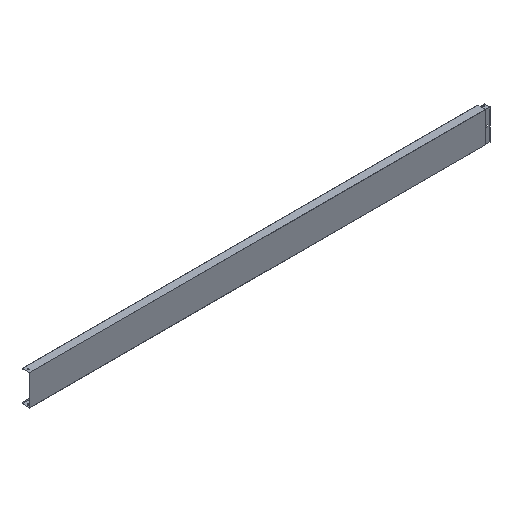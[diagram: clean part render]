
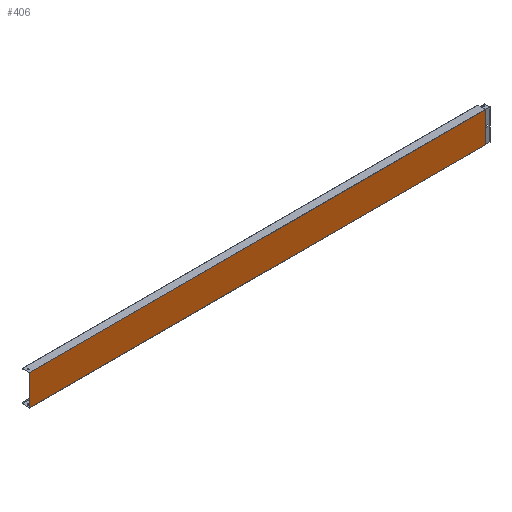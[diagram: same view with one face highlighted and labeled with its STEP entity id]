
A CAD part, isometric view. The second image highlights one B-rep face of the part: STEP entity #406.
In plain terms, the highlighted planar face has unit normal (0, -1, 0).
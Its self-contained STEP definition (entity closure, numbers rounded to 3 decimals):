
#55 = DIRECTION ( 'NONE',  ( 0., 0., -1. ) ) ;
#137 = VECTOR ( 'NONE', #683, 1000. ) ;
#206 = CARTESIAN_POINT ( 'NONE',  ( 200.001, 0., -100. ) ) ;
#216 = CARTESIAN_POINT ( 'NONE',  ( 200.001, 0., 100. ) ) ;
#241 = CARTESIAN_POINT ( 'NONE',  ( -2970., 0., 100. ) ) ;
#308 = ORIENTED_EDGE ( 'NONE', *, *, #1064, .F. ) ;
#315 = CARTESIAN_POINT ( 'NONE',  ( 2.261, 0., -100. ) ) ;
#339 = DIRECTION ( 'NONE',  ( -1., 0., 0. ) ) ;
#346 = DIRECTION ( 'NONE',  ( 0., 0., 1. ) ) ;
#348 = DIRECTION ( 'NONE',  ( -1., 0., 0. ) ) ;
#353 = ORIENTED_EDGE ( 'NONE', *, *, #516, .T. ) ;
#406 = ADVANCED_FACE ( 'NONE', ( #1230 ), #1702, .T. ) ;
#463 = EDGE_LOOP ( 'NONE', ( #308, #493, #1248, #353 ) ) ;
#467 = VECTOR ( 'NONE', #346, 1000. ) ;
#477 = LINE ( 'NONE', #216, #675 ) ;
#493 = ORIENTED_EDGE ( 'NONE', *, *, #1080, .T. ) ;
#516 = EDGE_CURVE ( 'NONE', #1419, #644, #648, .T. ) ;
#644 = VERTEX_POINT ( 'NONE', #963 ) ;
#648 = LINE ( 'NONE', #241, #137 ) ;
#675 = VECTOR ( 'NONE', #348, 1000. ) ;
#683 = DIRECTION ( 'NONE',  ( 0., 0., -1. ) ) ;
#827 = AXIS2_PLACEMENT_3D ( 'NONE', #1151, #1507, #55 ) ;
#878 = LINE ( 'NONE', #206, #1191 ) ;
#963 = CARTESIAN_POINT ( 'NONE',  ( -2970., 0., -100. ) ) ;
#1024 = CARTESIAN_POINT ( 'NONE',  ( 2.261, 0., -100. ) ) ;
#1034 = VERTEX_POINT ( 'NONE', #1559 ) ;
#1064 = EDGE_CURVE ( 'NONE', #1490, #644, #878, .T. ) ;
#1080 = EDGE_CURVE ( 'NONE', #1490, #1034, #1345, .T. ) ;
#1116 = CARTESIAN_POINT ( 'NONE',  ( -2970., 0., 100. ) ) ;
#1151 = CARTESIAN_POINT ( 'NONE',  ( -2970., 0., 100. ) ) ;
#1191 = VECTOR ( 'NONE', #339, 1000. ) ;
#1230 = FACE_OUTER_BOUND ( 'NONE', #463, .T. ) ;
#1248 = ORIENTED_EDGE ( 'NONE', *, *, #1606, .T. ) ;
#1345 = LINE ( 'NONE', #1024, #467 ) ;
#1419 = VERTEX_POINT ( 'NONE', #1116 ) ;
#1490 = VERTEX_POINT ( 'NONE', #315 ) ;
#1507 = DIRECTION ( 'NONE',  ( 0., -1., 0. ) ) ;
#1559 = CARTESIAN_POINT ( 'NONE',  ( 2.261, 0., 100. ) ) ;
#1606 = EDGE_CURVE ( 'NONE', #1034, #1419, #477, .T. ) ;
#1702 = PLANE ( 'NONE',  #827 ) ;
